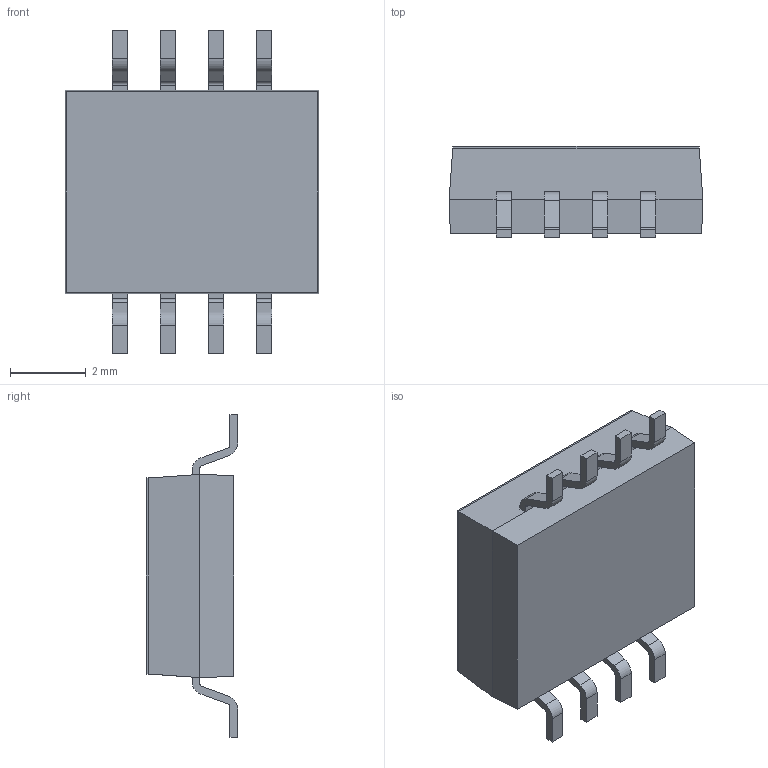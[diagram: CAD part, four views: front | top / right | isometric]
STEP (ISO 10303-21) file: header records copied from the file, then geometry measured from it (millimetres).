
FILE_DESCRIPTION(('STEP AP242'),'1');
FILE_NAME('dshp04ts-s.stp','2021-03-13T15:01:57',('TraceParts'),('TraceParts S.A.'),'Spatial InterOp 3D',' ',' ');
FILE_SCHEMA(('AP242_MANAGED_MODEL_BASED_3D_ENGINEERING_MIM_LF {1 0 10303 442 1 1 4}'));
Length unit declared in the file: millimetre
Products named in the file (1): dshp04ts-s
Bounding box: 6.68 x 2.4 x 8.5 mm (x, y, z)
Volume: 79.4 mm3; surface area: 156 mm2
Topology: 1 solids, 1 shells, 594 faces, 1668 edges, 1104 vertices
Faces by surface type: plane 556, cylinder 38
Entity records: 18791 total; most frequent: CARTESIAN_POINT 3367, ORIENTED_EDGE 3336, DIRECTION 2934, EDGE_CURVE 1668, LINE 1592, VECTOR 1592, VERTEX_POINT 1104, AXIS2_PLACEMENT_3D 671
